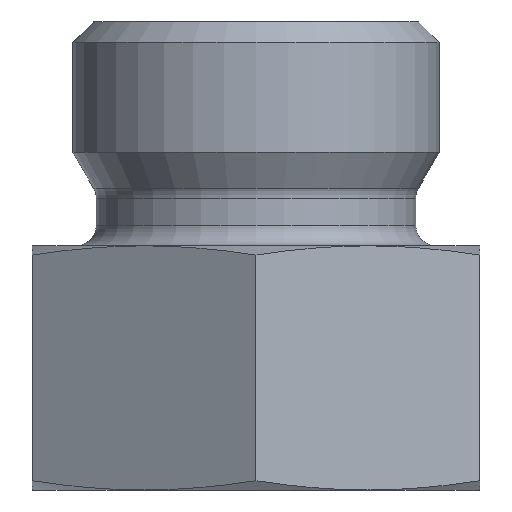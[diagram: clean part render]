
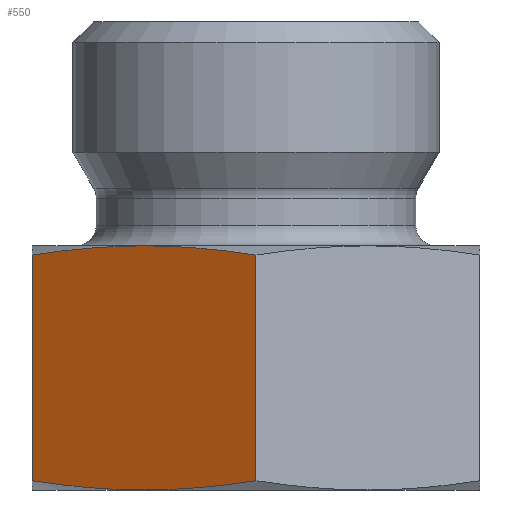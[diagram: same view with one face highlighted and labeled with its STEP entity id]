
A CAD part, front view. The second image highlights one B-rep face of the part: STEP entity #550.
In plain terms, the highlighted planar face has unit normal (-0.5, -0.866, 0).
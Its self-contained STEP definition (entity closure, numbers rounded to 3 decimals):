
#123=CARTESIAN_POINT('',(-5.5,-9.526,0.0));
#124=VERTEX_POINT('',#123);
#334=CARTESIAN_POINT('',(-11.0,-6.351,0.456));
#335=VERTEX_POINT('',#334);
#350=CARTESIAN_POINT('',(-11.0,-6.351,0.456));
#351=CARTESIAN_POINT('',(-8.053,-8.053,0.));
#352=CARTESIAN_POINT('',(-5.5,-9.526,0.0));
#360=(BOUNDED_CURVE()B_SPLINE_CURVE(2,(#350,#351,#352),.UNSPECIFIED.,.F.,.U.)B_SPLINE_CURVE_WITH_KNOTS((3,3),(0.59,1.308),.UNSPECIFIED.)CURVE()GEOMETRIC_REPRESENTATION_ITEM()RATIONAL_B_SPLINE_CURVE((1.063,1.07,1.0))REPRESENTATION_ITEM(''));
#361=EDGE_CURVE('',#335,#124,#360,.T.);
#371=CARTESIAN_POINT('',(0.,-12.702,0.456));
#372=VERTEX_POINT('',#371);
#373=CARTESIAN_POINT('',(-5.5,-9.526,0.0));
#374=CARTESIAN_POINT('',(-2.947,-11.,0.));
#375=CARTESIAN_POINT('',(0.,-12.702,0.456));
#383=(BOUNDED_CURVE()B_SPLINE_CURVE(2,(#373,#374,#375),.UNSPECIFIED.,.F.,.U.)B_SPLINE_CURVE_WITH_KNOTS((3,3),(1.308,2.026),.UNSPECIFIED.)CURVE()GEOMETRIC_REPRESENTATION_ITEM()RATIONAL_B_SPLINE_CURVE((1.0,1.07,1.063))REPRESENTATION_ITEM(''));
#384=EDGE_CURVE('',#124,#372,#383,.T.);
#464=CARTESIAN_POINT('',(-11.0,-6.351,11.544));
#465=VERTEX_POINT('',#464);
#466=CARTESIAN_POINT('',(-11.0,-6.351,0.456));
#467=DIRECTION('',(0.0,0.0,1.0));
#468=VECTOR('',#467,11.088);
#469=LINE('',#466,#468);
#470=EDGE_CURVE('',#335,#465,#469,.T.);
#504=CARTESIAN_POINT('',(0.,-12.702,0.0));
#505=DIRECTION('',(-0.5,-0.866,0.0));
#506=DIRECTION('',(0.0,0.0,1.0));
#507=AXIS2_PLACEMENT_3D('',#504,#505,#506);
#508=PLANE('',#507);
#509=ORIENTED_EDGE('',*,*,#361,.T.);
#510=ORIENTED_EDGE('',*,*,#384,.T.);
#511=CARTESIAN_POINT('',(0.,-12.702,11.544));
#512=VERTEX_POINT('',#511);
#513=CARTESIAN_POINT('',(0.,-12.702,0.456));
#514=DIRECTION('',(0.0,0.0,1.0));
#515=VECTOR('',#514,11.088);
#516=LINE('',#513,#515);
#517=EDGE_CURVE('',#372,#512,#516,.T.);
#518=ORIENTED_EDGE('',*,*,#517,.T.);
#519=CARTESIAN_POINT('',(-5.5,-9.526,12.));
#520=VERTEX_POINT('',#519);
#521=CARTESIAN_POINT('',(0.,-12.702,11.544));
#522=CARTESIAN_POINT('',(-2.947,-11.,12.));
#523=CARTESIAN_POINT('',(-5.5,-9.526,12.));
#531=(BOUNDED_CURVE()B_SPLINE_CURVE(2,(#521,#522,#523),.UNSPECIFIED.,.F.,.U.)B_SPLINE_CURVE_WITH_KNOTS((3,3),(0.59,1.308),.UNSPECIFIED.)CURVE()GEOMETRIC_REPRESENTATION_ITEM()RATIONAL_B_SPLINE_CURVE((1.063,1.07,1.0))REPRESENTATION_ITEM(''));
#532=EDGE_CURVE('',#512,#520,#531,.T.);
#533=ORIENTED_EDGE('',*,*,#532,.T.);
#534=CARTESIAN_POINT('',(-5.5,-9.526,12.));
#535=CARTESIAN_POINT('',(-8.053,-8.053,12.));
#536=CARTESIAN_POINT('',(-11.0,-6.351,11.544));
#544=(BOUNDED_CURVE()B_SPLINE_CURVE(2,(#534,#535,#536),.UNSPECIFIED.,.F.,.U.)B_SPLINE_CURVE_WITH_KNOTS((3,3),(1.308,2.026),.UNSPECIFIED.)CURVE()GEOMETRIC_REPRESENTATION_ITEM()RATIONAL_B_SPLINE_CURVE((1.0,1.07,1.063))REPRESENTATION_ITEM(''));
#545=EDGE_CURVE('',#520,#465,#544,.T.);
#546=ORIENTED_EDGE('',*,*,#545,.T.);
#547=ORIENTED_EDGE('',*,*,#470,.F.);
#548=EDGE_LOOP('',(#509,#510,#518,#533,#546,#547));
#549=FACE_OUTER_BOUND('',#548,.T.);
#550=ADVANCED_FACE('',(#549),#508,.T.);
